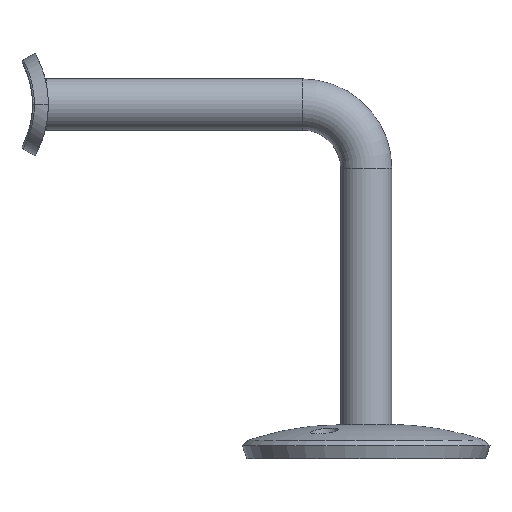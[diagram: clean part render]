
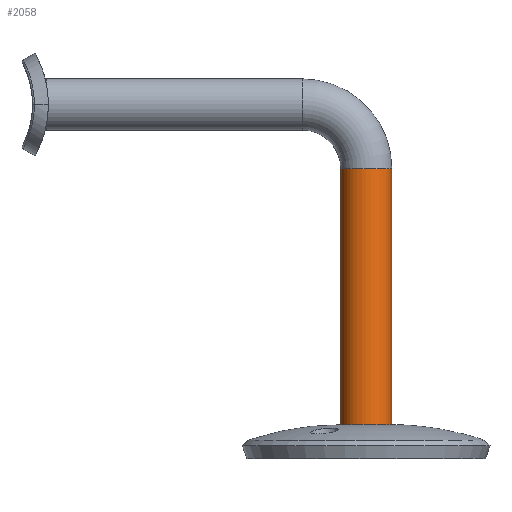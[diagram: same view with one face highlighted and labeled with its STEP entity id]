
A CAD part, left-side view. The second image highlights one B-rep face of the part: STEP entity #2058.
In plain terms, the highlighted cylindrical face has radius 6 mm (diameter 12 mm), a partial arc.
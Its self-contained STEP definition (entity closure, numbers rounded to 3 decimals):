
#845 = ORIENTED_EDGE ( 'NONE', *, *, #16680, .T. ) ;
#1916 = DIRECTION ( 'NONE',  ( 0., 0., 1. ) ) ;
#2058 = ADVANCED_FACE ( 'NONE', ( #13479 ), #5641, .T. ) ;
#3538 = EDGE_CURVE ( 'NONE', #3555, #5236, #16492, .T. ) ;
#3555 = VERTEX_POINT ( 'NONE', #5038 ) ;
#3577 = AXIS2_PLACEMENT_3D ( 'NONE', #7786, #7463, #6287 ) ;
#3899 = VERTEX_POINT ( 'NONE', #9913 ) ;
#4631 = CARTESIAN_POINT ( 'NONE',  ( 0., 0., 0. ) ) ;
#5038 = CARTESIAN_POINT ( 'NONE',  ( 0., -6., 0. ) ) ;
#5236 = VERTEX_POINT ( 'NONE', #11884 ) ;
#5521 = CARTESIAN_POINT ( 'NONE',  ( 0., 6., 0. ) ) ;
#5641 = CYLINDRICAL_SURFACE ( 'NONE', #8577, 6. ) ;
#6255 = CARTESIAN_POINT ( 'NONE',  ( 0., 0., 0. ) ) ;
#6287 = DIRECTION ( 'NONE',  ( 1., 0., 0. ) ) ;
#7463 = DIRECTION ( 'NONE',  ( 0., 0., 1. ) ) ;
#7722 = EDGE_CURVE ( 'NONE', #9458, #3899, #12009, .T. ) ;
#7786 = CARTESIAN_POINT ( 'NONE',  ( 0., 0., 60. ) ) ;
#8456 = ORIENTED_EDGE ( 'NONE', *, *, #3538, .T. ) ;
#8544 = EDGE_LOOP ( 'NONE', ( #8658, #845, #8456, #10985 ) ) ;
#8577 = AXIS2_PLACEMENT_3D ( 'NONE', #6255, #8758, #12679 ) ;
#8658 = ORIENTED_EDGE ( 'NONE', *, *, #7722, .F. ) ;
#8758 = DIRECTION ( 'NONE',  ( 0., 0., 1. ) ) ;
#8782 = DIRECTION ( 'NONE',  ( 0., 0., 1. ) ) ;
#9458 = VERTEX_POINT ( 'NONE', #5521 ) ;
#9737 = DIRECTION ( 'NONE',  ( 0., 0., 1. ) ) ;
#9913 = CARTESIAN_POINT ( 'NONE',  ( 0., 6., 60. ) ) ;
#10277 = CIRCLE ( 'NONE', #3577, 6. ) ;
#10911 = DIRECTION ( 'NONE',  ( 1., 0., 0. ) ) ;
#10984 = AXIS2_PLACEMENT_3D ( 'NONE', #4631, #1916, #10911 ) ;
#10985 = ORIENTED_EDGE ( 'NONE', *, *, #14936, .F. ) ;
#11257 = CARTESIAN_POINT ( 'NONE',  ( 0., -6., 0. ) ) ;
#11884 = CARTESIAN_POINT ( 'NONE',  ( 0., -6., 60. ) ) ;
#12009 = LINE ( 'NONE', #16607, #14056 ) ;
#12679 = DIRECTION ( 'NONE',  ( 0., -1., 0. ) ) ;
#13243 = VECTOR ( 'NONE', #8782, 1000. ) ;
#13479 = FACE_OUTER_BOUND ( 'NONE', #8544, .T. ) ;
#14056 = VECTOR ( 'NONE', #9737, 1000. ) ;
#14936 = EDGE_CURVE ( 'NONE', #3899, #5236, #10277, .T. ) ;
#15679 = CIRCLE ( 'NONE', #10984, 6. ) ;
#16492 = LINE ( 'NONE', #11257, #13243 ) ;
#16607 = CARTESIAN_POINT ( 'NONE',  ( 0., 6., 0. ) ) ;
#16680 = EDGE_CURVE ( 'NONE', #9458, #3555, #15679, .T. ) ;
